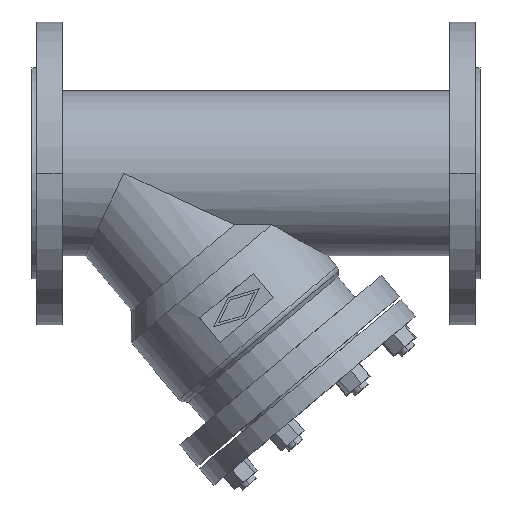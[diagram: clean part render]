
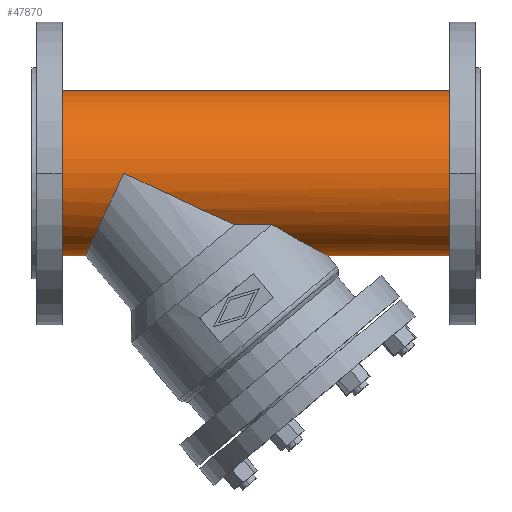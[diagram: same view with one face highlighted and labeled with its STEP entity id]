
A CAD part, top view. The second image highlights one B-rep face of the part: STEP entity #47870.
In plain terms, the highlighted cylindrical face has radius 73.5 mm (diameter 147 mm), a partial arc.
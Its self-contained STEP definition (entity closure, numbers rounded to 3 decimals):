
#2650=CARTESIAN_POINT('',(180.388,-117.255,0.));
#2660=DIRECTION('',(-0.643,0.766,0.));
#2670=DIRECTION('',(-0.766,-0.643,
0.));
#2680=AXIS2_PLACEMENT_3D('',#2650,#2660,#2670);
#2690=CYLINDRICAL_SURFACE('',#2680,92.);
#2900=CARTESIAN_POINT('',(152.305,-83.786,0.));
#2910=DIRECTION('',(0.643,-0.766,
0.));
#2920=DIRECTION('',(-0.766,-0.643,0.));
#2930=AXIS2_PLACEMENT_3D('',#2900,#2910,#2920);
#2940=CONICAL_SURFACE('',#2930,82.75,0.714);
#3270=CARTESIAN_POINT('',(200.,0.,0.));
#3280=DIRECTION('',(1.,0.,0.));
#3290=DIRECTION('',(0.,1.,0.));
#3300=AXIS2_PLACEMENT_3D('',#3270,#3280,#3290);
#3310=CYLINDRICAL_SURFACE('',#3300,73.5);
#3400=CARTESIAN_POINT('',(113.718,-37.8,0.));
#3410=DIRECTION('',(-0.643,0.766,0.));
#3420=DIRECTION('',(-0.766,-0.643,
0.));
#3430=AXIS2_PLACEMENT_3D('',#3400,#3410,#3420);
#3440=CYLINDRICAL_SURFACE('',#3430,73.5);
#3550=CARTESIAN_POINT('',(47.726,-73.5,
0.));
#3560=VERTEX_POINT('',#3550);
#3710=CARTESIAN_POINT('',(82.,0.,0.));
#3720=DIRECTION('',(0.906,-0.423,0.));
#3730=DIRECTION('',(0.423,0.906,
0.));
#3740=AXIS2_PLACEMENT_3D('',#3710,#3720,#3730);
#3750=ELLIPSE('',#3740,81.098,73.5);
#3870=CARTESIAN_POINT('',(263.771,-73.5,
0.));
#3880=VERTEX_POINT('',#3870);
#3920=CARTESIAN_POINT('',(214.197,-45.8,
-57.485));
#3930=CARTESIAN_POINT('',(214.805,-46.164,
-57.196));
#3940=CARTESIAN_POINT('',(215.41,-46.524,
-56.903));
#3950=CARTESIAN_POINT('',(218.989,-48.651,
-55.142));
#3960=CARTESIAN_POINT('',(221.897,-50.35,
-53.595));
#3970=CARTESIAN_POINT('',(227.468,-53.565,
-50.38));
#3980=CARTESIAN_POINT('',(230.324,-55.193,
-48.605));
#3990=CARTESIAN_POINT('',(236.016,-58.401,
-44.698));
#4000=CARTESIAN_POINT('',(238.852,-59.982,
-42.567));
#4010=CARTESIAN_POINT('',(244.295,-62.99,
-37.974));
#4020=CARTESIAN_POINT('',(246.903,-64.418,
-35.511));
#4030=CARTESIAN_POINT('',(250.497,-66.374,
-31.605));
#4040=CARTESIAN_POINT('',(251.642,-66.995,
-30.268));
#4050=CARTESIAN_POINT('',(253.805,-68.164,
-27.533));
#4060=CARTESIAN_POINT('',(254.823,-68.713,
-26.135));
#4070=CARTESIAN_POINT('',(256.894,-69.827,
-23.014));
#4080=CARTESIAN_POINT('',(257.99,-70.415,
-21.167));
#4090=CARTESIAN_POINT('',(259.476,-71.211,
-18.23));
#4100=CARTESIAN_POINT('',(259.945,-71.461,
-17.223));
#4110=CARTESIAN_POINT('',(260.815,-71.926,
-15.166));
#4120=CARTESIAN_POINT('',(261.216,-72.14,
-14.115));
#4130=CARTESIAN_POINT('',(261.938,-72.525,
-11.984));
#4140=CARTESIAN_POINT('',(262.258,-72.695,
-10.902));
#4150=CARTESIAN_POINT('',(262.81,-72.989,
-8.721));
#4160=CARTESIAN_POINT('',(263.041,-73.112,
-7.622));
#4170=CARTESIAN_POINT('',(263.41,-73.308,
-5.425));
#4180=CARTESIAN_POINT('',(263.547,-73.381,
-4.325));
#4190=CARTESIAN_POINT('',(263.728,-73.477,
-2.145));
#4200=CARTESIAN_POINT('',(263.771,-73.5,-1.063));
#4210=CARTESIAN_POINT('',(263.771,-73.5,4.982));
#4220=CARTESIAN_POINT('',(262.82,-72.995,
9.749));
#4230=CARTESIAN_POINT('',(259.482,-71.215,
18.755));
#4240=CARTESIAN_POINT('',(257.095,-69.938,
22.993));
#4250=CARTESIAN_POINT('',(252.799,-67.621,
28.88));
#4260=CARTESIAN_POINT('',(251.249,-66.782,
30.764));
#4270=CARTESIAN_POINT('',(247.973,-65.001,
34.369));
#4280=CARTESIAN_POINT('',(246.248,-64.058,
36.089));
#4290=CARTESIAN_POINT('',(240.911,-61.127,
40.991));
#4300=CARTESIAN_POINT('',(237.137,-59.031,
43.915));
#4310=CARTESIAN_POINT('',(230.353,-55.21,
48.596));
#4320=CARTESIAN_POINT('',(227.158,-53.391,
50.585));
#4330=CARTESIAN_POINT('',(220.721,-49.666,
54.24));
#4340=CARTESIAN_POINT('',(217.487,-47.768,
55.918));
#4350=CARTESIAN_POINT('',(214.197,-45.8,
57.485));
#4360=B_SPLINE_CURVE_WITH_KNOTS('',3,(#3920,#3930,#3940,#3950,#3960,
#3970,#3980,#3990,#4000,#4010,#4020,#4030,#4040,#4050,#4060,#4070,#4080,
#4090,#4100,#4110,#4120,#4130,#4140,#4150,#4160,#4170,#4180,#4190,#4200,
#4210,#4220,#4230,#4240,#4250,#4260,#4270,#4280,#4290,#4300,#4310,#4320,
#4330,#4340,#4350),.UNSPECIFIED.,.F.,.F.,(4,2,2,2,2,2,2,2,2,2,2,2,2,2,2,
2,2,2,2,2,2,4),(74.005,76.207,87.093,
97.78,108.466,119.152,124.495,
129.839,136.219,139.409,142.6,
145.79,148.98,152.171,155.361,
170.306,185.25,192.722,200.195,
215.139,227.45,239.24),.UNSPECIFIED.);
#6660=CARTESIAN_POINT('',(200.,-73.5,0.));
#6670=DIRECTION('',(1.,0.,0.));
#6680=VECTOR('',#6670,1.);
#6690=LINE('',#6660,#6680);
#6700=CARTESIAN_POINT('',(27.04,-73.5,0.));
#6710=VERTEX_POINT('',#6700);
#6720=SURFACE_CURVE('',#6690,(#3310,#3310),.CURVE_3D.);
#6730=EDGE_CURVE('',#6710,#3560,#6720,.T.);
#6790=CARTESIAN_POINT('',(372.96,-73.5,0.));
#6800=VERTEX_POINT('',#6790);
#6810=SURFACE_CURVE('',#6690,(#3310,#3310),.CURVE_3D.);
#6820=EDGE_CURVE('',#3880,#6800,#6810,.T.);
#6840=CARTESIAN_POINT('',(372.96,0.,0.));
#6850=DIRECTION('',(-1.,0.,0.));
#6860=DIRECTION('',(0.,1.,0.));
#6870=AXIS2_PLACEMENT_3D('',#6840,#6850,#6860);
#6880=CIRCLE('',#6870,73.5);
#6890=CARTESIAN_POINT('',(372.96,73.5,0.));
#6900=VERTEX_POINT('',#6890);
#6910=CARTESIAN_POINT('',(372.96,83.815,0.));
#6920=DIRECTION('',(-1.,0.,0.));
#6930=DIRECTION('',(0.,1.,0.));
#6940=AXIS2_PLACEMENT_3D('',#6910,#6920,#6930);
#6950=PLANE('',#6940);
#6990=CARTESIAN_POINT('',(200.,73.5,0.));
#7000=DIRECTION('',(1.,0.,0.));
#7010=VECTOR('',#7000,1.);
#7020=LINE('',#6990,#7010);
#7030=CARTESIAN_POINT('',(27.04,73.5,0.));
#7040=VERTEX_POINT('',#7030);
#7050=SURFACE_CURVE('',#7020,(#3310,#3310),.CURVE_3D.);
#7060=EDGE_CURVE('',#7040,#6900,#7050,.T.);
#7080=CARTESIAN_POINT('',(27.04,0.,0.));
#7090=DIRECTION('',(-1.,0.,0.));
#7100=DIRECTION('',(0.,1.,0.));
#7110=AXIS2_PLACEMENT_3D('',#7080,#7090,#7100);
#7120=CIRCLE('',#7110,73.5);
#7130=CARTESIAN_POINT('',(27.04,83.815,0.))
;
#7140=DIRECTION('',(1.,0.,0.));
#7150=DIRECTION('',(0.,-1.,0.));
#7160=AXIS2_PLACEMENT_3D('',#7130,#7140,#7150);
#7170=PLANE('',#7160);
#21160=SURFACE_CURVE('',#6880,(#3310,#6950),.CURVE_3D.);
#21170=EDGE_CURVE('',#6800,#6900,#21160,.T.);
#33080=SURFACE_CURVE('',#7120,(#3310,#7170),.CURVE_3D.);
#33090=EDGE_CURVE('',#6710,#7040,#33080,.T.);
#47160=CARTESIAN_POINT('',(214.197,-45.8,
57.485));
#47170=VERTEX_POINT('',#47160);
#47210=SURFACE_CURVE('',#4360,(#3310,#2690),.CURVE_3D.);
#47220=EDGE_CURVE('',#3880,#47170,#47210,.T.);
#47520=ORIENTED_EDGE('',*,*,#6820,.T.);
#47530=ORIENTED_EDGE('',*,*,#47220,.F.);
#47540=CARTESIAN_POINT('',(180.69,-46.02,
57.31));
#47550=CARTESIAN_POINT('',(183.261,-45.903,
57.404));
#47560=CARTESIAN_POINT('',(185.82,-45.815,
57.474));
#47570=CARTESIAN_POINT('',(192.235,-45.654,
57.602));
#47580=CARTESIAN_POINT('',(196.06,-45.612,
57.635));
#47590=CARTESIAN_POINT('',(204.413,-45.612,
57.635));
#47600=CARTESIAN_POINT('',(209.249,-45.677,
57.584));
#47610=CARTESIAN_POINT('',(214.197,-45.8,
57.485));
#47620=B_SPLINE_CURVE_WITH_KNOTS('',3,(#47540,#47550,#47560,#47570,
#47580,#47590,#47600,#47610),.UNSPECIFIED.,.F.,.F.,(4,2,2,4),(
317.326,324.649,335.855,349.707),
.UNSPECIFIED.);
#47630=CARTESIAN_POINT('',(180.69,-46.02,
57.31));
#47640=VERTEX_POINT('',#47630);
#47650=SURFACE_CURVE('',#47620,(#3310,#2940),.CURVE_3D.);
#47660=EDGE_CURVE('',#47640,#47170,#47650,.T.);
#47670=ORIENTED_EDGE('',*,*,#47660,.T.);
#47680=CARTESIAN_POINT('',(82.,0.,0.));
#47690=DIRECTION('',(-0.423,-0.906,0.));
#47700=DIRECTION('',(-0.906,0.423,
0.));
#47710=AXIS2_PLACEMENT_3D('',#47680,#47690,#47700);
#47720=ELLIPSE('',#47710,173.916,73.5);
#47730=CARTESIAN_POINT('',(82.,0.,73.5))
;
#47740=VERTEX_POINT('',#47730);
#47750=SURFACE_CURVE('',#47720,(#3310,#3440),.CURVE_3D.);
#47760=EDGE_CURVE('',#47640,#47740,#47750,.T.);
#47770=ORIENTED_EDGE('',*,*,#47760,.F.);
#47780=SURFACE_CURVE('',#3750,(#3440,#3310),.CURVE_3D.);
#47790=EDGE_CURVE('',#47740,#3560,#47780,.T.);
#47800=ORIENTED_EDGE('',*,*,#47790,.F.);
#47810=ORIENTED_EDGE('',*,*,#6730,.T.);
#47820=ORIENTED_EDGE('',*,*,#33090,.F.);
#47830=ORIENTED_EDGE('',*,*,#7060,.F.);
#47840=ORIENTED_EDGE('',*,*,#21170,.T.);
#47850=EDGE_LOOP('',(#47840,#47830,#47820,#47810,#47800,#47770,#47670,
#47530,#47520));
#47860=FACE_OUTER_BOUND('',#47850,.T.);
#47870=ADVANCED_FACE('',(#47860),#3310,.T.);
